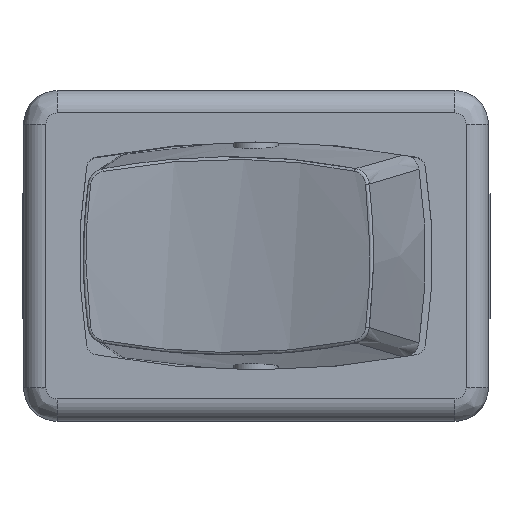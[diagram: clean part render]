
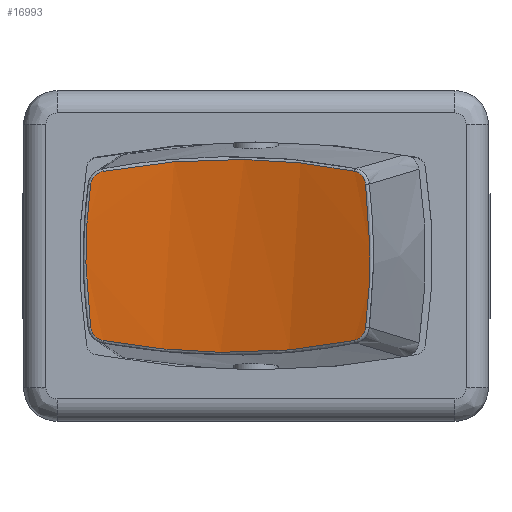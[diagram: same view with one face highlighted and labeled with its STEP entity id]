
A CAD part, top view. The second image highlights one B-rep face of the part: STEP entity #16993.
In plain terms, the highlighted cylindrical face has radius 27 mm (diameter 54 mm), a partial arc.
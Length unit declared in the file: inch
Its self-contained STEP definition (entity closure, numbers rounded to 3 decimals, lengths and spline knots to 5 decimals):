
#27=ELLIPSE('',#17721,0.81446,0.70538);
#29=ELLIPSE('',#17725,0.81446,0.70538);
#81=CYLINDRICAL_SURFACE('',#17724,1.06299);
#894=B_SPLINE_CURVE_WITH_KNOTS('',3,(#29418,#29419,#29420,#29421,#29422),
 .UNSPECIFIED.,.F.,.F.,(4,1,4),(0.,0.04337,
0.08673),.UNSPECIFIED.);
#899=B_SPLINE_CURVE_WITH_KNOTS('',3,(#29501,#29502,#29503,#29504,#29505),
 .UNSPECIFIED.,.F.,.F.,(4,1,4),(0.14508,0.64964,1.3224),
 .UNSPECIFIED.);
#900=B_SPLINE_CURVE_WITH_KNOTS('',3,(#29507,#29508,#29509,#29510,#29511),
 .UNSPECIFIED.,.F.,.F.,(4,1,4),(0.,0.04336,0.08673),
 .UNSPECIFIED.);
#901=B_SPLINE_CURVE_WITH_KNOTS('',3,(#29515,#29516,#29517,#29518,#29519),
 .UNSPECIFIED.,.F.,.F.,(4,1,4),(0.,0.04337,
0.08673),.UNSPECIFIED.);
#902=B_SPLINE_CURVE_WITH_KNOTS('',3,(#29521,#29522,#29523,#29524,#29525),
 .UNSPECIFIED.,.F.,.F.,(4,1,4),(0.14508,0.64964,1.3224),
 .UNSPECIFIED.);
#903=B_SPLINE_CURVE_WITH_KNOTS('',3,(#29526,#29527,#29528,#29529,#29530),
 .UNSPECIFIED.,.F.,.F.,(4,1,4),(0.,0.04337,0.08673),
 .UNSPECIFIED.);
#2036=FACE_OUTER_BOUND('',#3030,.T.);
#3030=EDGE_LOOP('',(#15125,#15126,#15127,#15128,#15129,#15130,#15131,#15132));
#8069=VERTEX_POINT('',#29415);
#8070=VERTEX_POINT('',#29417);
#8074=VERTEX_POINT('',#29494);
#8076=VERTEX_POINT('',#29500);
#8077=VERTEX_POINT('',#29506);
#8078=VERTEX_POINT('',#29512);
#8079=VERTEX_POINT('',#29514);
#8080=VERTEX_POINT('',#29520);
#10443=EDGE_CURVE('',#8069,#8070,#894,.T.);
#10449=EDGE_CURVE('',#8070,#8074,#27,.T.);
#10452=EDGE_CURVE('',#8076,#8069,#899,.T.);
#10453=EDGE_CURVE('',#8077,#8076,#900,.T.);
#10454=EDGE_CURVE('',#8078,#8077,#29,.T.);
#10455=EDGE_CURVE('',#8079,#8078,#901,.T.);
#10456=EDGE_CURVE('',#8080,#8079,#902,.T.);
#10457=EDGE_CURVE('',#8074,#8080,#903,.T.);
#15125=ORIENTED_EDGE('',*,*,#10443,.F.);
#15126=ORIENTED_EDGE('',*,*,#10452,.F.);
#15127=ORIENTED_EDGE('',*,*,#10453,.F.);
#15128=ORIENTED_EDGE('',*,*,#10454,.F.);
#15129=ORIENTED_EDGE('',*,*,#10455,.F.);
#15130=ORIENTED_EDGE('',*,*,#10456,.F.);
#15131=ORIENTED_EDGE('',*,*,#10457,.F.);
#15132=ORIENTED_EDGE('',*,*,#10449,.F.);
#16993=ADVANCED_FACE('',(#2036),#81,.F.);
#17721=AXIS2_PLACEMENT_3D('',#29495,#20641,#20642);
#17724=AXIS2_PLACEMENT_3D('',#29499,#20647,#20648);
#17725=AXIS2_PLACEMENT_3D('',#29513,#20649,#20650);
#20641=DIRECTION('center_axis',(0.463,0.,-0.886));
#20642=DIRECTION('ref_axis',(0.,1.,0.));
#20647=DIRECTION('center_axis',(0.,-1.,0.));
#20648=DIRECTION('ref_axis',(-0.482,0.,0.876));
#20649=DIRECTION('center_axis',(0.007,0.,-1.));
#20650=DIRECTION('ref_axis',(0.,1.,0.));
#29415=CARTESIAN_POINT('',(0.17337,0.14908,0.76104));
#29417=CARTESIAN_POINT('',(0.19308,0.1259,0.77108));
#29418=CARTESIAN_POINT('Ctrl Pts',(0.17337,0.14908,0.76104));
#29419=CARTESIAN_POINT('Ctrl Pts',(0.17837,0.14806,
0.76352));
#29420=CARTESIAN_POINT('Ctrl Pts',(0.18773,0.1424,0.76828));
#29421=CARTESIAN_POINT('Ctrl Pts',(0.19241,0.13154,
0.77073));
#29422=CARTESIAN_POINT('Ctrl Pts',(0.19308,0.1259,0.77108));
#29494=CARTESIAN_POINT('',(0.19308,-0.1259,0.77108));
#29495=CARTESIAN_POINT('Origin',(-0.42462,0.00001,
0.44843));
#29499=CARTESIAN_POINT('Origin',(-0.29907,0.,
1.71328));
#29500=CARTESIAN_POINT('',(-0.26916,0.14908,0.65071));
#29501=CARTESIAN_POINT('Ctrl Pts',(-0.26916,0.14908,
0.65071));
#29502=CARTESIAN_POINT('Ctrl Pts',(-0.20424,0.16088,
0.65254));
#29503=CARTESIAN_POINT('Ctrl Pts',(-0.05092,0.17736,
0.67086));
#29504=CARTESIAN_POINT('Ctrl Pts',(0.0958,0.16481,
0.72256));
#29505=CARTESIAN_POINT('Ctrl Pts',(0.17337,0.14908,0.76104));
#29506=CARTESIAN_POINT('',(-0.29128,0.1259,0.65032));
#29507=CARTESIAN_POINT('Ctrl Pts',(-0.29128,0.1259,
0.65032));
#29508=CARTESIAN_POINT('Ctrl Pts',(-0.29051,0.13154,
0.65032));
#29509=CARTESIAN_POINT('Ctrl Pts',(-0.28531,0.14232,
0.65035));
#29510=CARTESIAN_POINT('Ctrl Pts',(-0.27473,0.14806,0.65055));
#29511=CARTESIAN_POINT('Ctrl Pts',(-0.26916,0.14908,
0.65071));
#29512=CARTESIAN_POINT('',(-0.29128,-0.1259,0.65032));
#29513=CARTESIAN_POINT('Origin',(0.4056,-0.00001,
0.65542));
#29514=CARTESIAN_POINT('',(-0.26916,-0.14908,0.65071));
#29515=CARTESIAN_POINT('Ctrl Pts',(-0.26916,-0.14908,
0.65071));
#29516=CARTESIAN_POINT('Ctrl Pts',(-0.27473,-0.14806,
0.65055));
#29517=CARTESIAN_POINT('Ctrl Pts',(-0.28524,-0.1424,
0.65035));
#29518=CARTESIAN_POINT('Ctrl Pts',(-0.29051,-0.13154,
0.65032));
#29519=CARTESIAN_POINT('Ctrl Pts',(-0.29128,-0.1259,
0.65032));
#29520=CARTESIAN_POINT('',(0.17337,-0.14908,0.76104));
#29521=CARTESIAN_POINT('Ctrl Pts',(0.17337,-0.14908,
0.76104));
#29522=CARTESIAN_POINT('Ctrl Pts',(0.11519,-0.16088,
0.73218));
#29523=CARTESIAN_POINT('Ctrl Pts',(-0.02879,-0.17736,
0.67638));
#29524=CARTESIAN_POINT('Ctrl Pts',(-0.1826,-0.16481,
0.65314));
#29525=CARTESIAN_POINT('Ctrl Pts',(-0.26916,-0.14908,
0.65071));
#29526=CARTESIAN_POINT('Ctrl Pts',(0.19308,-0.1259,
0.77108));
#29527=CARTESIAN_POINT('Ctrl Pts',(0.19241,-0.13154,
0.77073));
#29528=CARTESIAN_POINT('Ctrl Pts',(0.18773,-0.1424,
0.76828));
#29529=CARTESIAN_POINT('Ctrl Pts',(0.17837,-0.14806,
0.76352));
#29530=CARTESIAN_POINT('Ctrl Pts',(0.17337,-0.14908,
0.76104));
